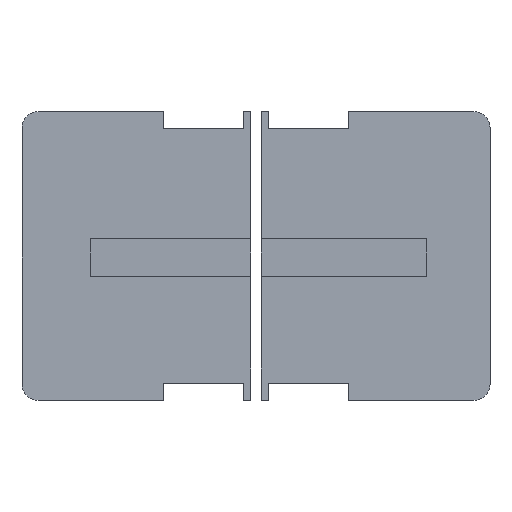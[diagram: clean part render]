
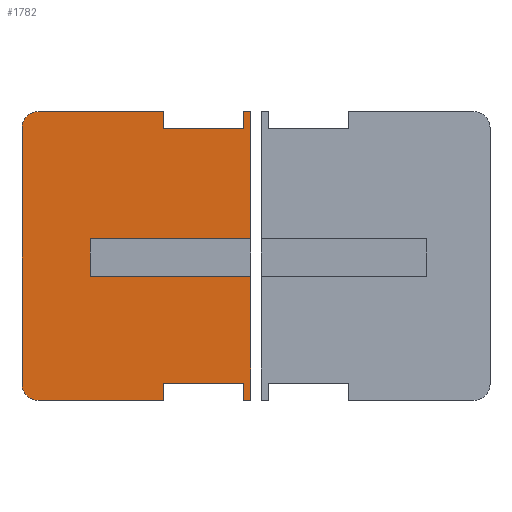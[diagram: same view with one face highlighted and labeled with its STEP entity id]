
A CAD part, top view. The second image highlights one B-rep face of the part: STEP entity #1782.
In plain terms, the highlighted planar face has unit normal (0, 0, 1).
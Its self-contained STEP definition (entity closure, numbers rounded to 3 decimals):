
#23=CIRCLE('',#1888,3.);
#24=CIRCLE('',#1889,3.);
#166=FACE_OUTER_BOUND('',#262,.T.);
#262=EDGE_LOOP('',(#1543,#1544,#1545,#1546,#1547,#1548,#1549,#1550,#1551,
#1552,#1553,#1554,#1555,#1556,#1557,#1558,#1559,#1560));
#456=LINE('',#3175,#668);
#458=LINE('',#3179,#670);
#461=LINE('',#3184,#673);
#462=LINE('',#3187,#674);
#463=LINE('',#3189,#675);
#464=LINE('',#3191,#676);
#465=LINE('',#3193,#677);
#466=LINE('',#3195,#678);
#467=LINE('',#3197,#679);
#468=LINE('',#3201,#680);
#469=LINE('',#3205,#681);
#470=LINE('',#3207,#682);
#471=LINE('',#3209,#683);
#472=LINE('',#3211,#684);
#473=LINE('',#3213,#685);
#474=LINE('',#3214,#686);
#668=VECTOR('',#2223,10.);
#670=VECTOR('',#2227,10.);
#673=VECTOR('',#2232,10.);
#674=VECTOR('',#2235,10.);
#675=VECTOR('',#2236,10.);
#676=VECTOR('',#2237,10.);
#677=VECTOR('',#2238,10.);
#678=VECTOR('',#2239,10.);
#679=VECTOR('',#2240,10.);
#680=VECTOR('',#2243,10.);
#681=VECTOR('',#2246,10.);
#682=VECTOR('',#2247,10.);
#683=VECTOR('',#2248,10.);
#684=VECTOR('',#2249,10.);
#685=VECTOR('',#2250,10.);
#686=VECTOR('',#2251,10.);
#851=VERTEX_POINT('',#3172);
#852=VERTEX_POINT('',#3174);
#853=VERTEX_POINT('',#3178);
#854=VERTEX_POINT('',#3182);
#855=VERTEX_POINT('',#3186);
#856=VERTEX_POINT('',#3188);
#857=VERTEX_POINT('',#3190);
#858=VERTEX_POINT('',#3192);
#859=VERTEX_POINT('',#3194);
#860=VERTEX_POINT('',#3196);
#861=VERTEX_POINT('',#3198);
#862=VERTEX_POINT('',#3200);
#863=VERTEX_POINT('',#3202);
#864=VERTEX_POINT('',#3204);
#865=VERTEX_POINT('',#3206);
#866=VERTEX_POINT('',#3208);
#867=VERTEX_POINT('',#3210);
#868=VERTEX_POINT('',#3212);
#1086=EDGE_CURVE('',#852,#851,#456,.T.);
#1088=EDGE_CURVE('',#853,#852,#458,.T.);
#1091=EDGE_CURVE('',#854,#853,#461,.T.);
#1092=EDGE_CURVE('',#851,#855,#462,.T.);
#1093=EDGE_CURVE('',#855,#856,#463,.T.);
#1094=EDGE_CURVE('',#856,#857,#464,.T.);
#1095=EDGE_CURVE('',#857,#858,#465,.T.);
#1096=EDGE_CURVE('',#858,#859,#466,.T.);
#1097=EDGE_CURVE('',#859,#860,#467,.T.);
#1098=EDGE_CURVE('',#860,#861,#23,.T.);
#1099=EDGE_CURVE('',#861,#862,#468,.T.);
#1100=EDGE_CURVE('',#862,#863,#24,.T.);
#1101=EDGE_CURVE('',#863,#864,#469,.T.);
#1102=EDGE_CURVE('',#864,#865,#470,.T.);
#1103=EDGE_CURVE('',#865,#866,#471,.T.);
#1104=EDGE_CURVE('',#866,#867,#472,.T.);
#1105=EDGE_CURVE('',#867,#868,#473,.T.);
#1106=EDGE_CURVE('',#868,#854,#474,.T.);
#1543=ORIENTED_EDGE('',*,*,#1091,.T.);
#1544=ORIENTED_EDGE('',*,*,#1088,.T.);
#1545=ORIENTED_EDGE('',*,*,#1086,.T.);
#1546=ORIENTED_EDGE('',*,*,#1092,.T.);
#1547=ORIENTED_EDGE('',*,*,#1093,.T.);
#1548=ORIENTED_EDGE('',*,*,#1094,.T.);
#1549=ORIENTED_EDGE('',*,*,#1095,.T.);
#1550=ORIENTED_EDGE('',*,*,#1096,.T.);
#1551=ORIENTED_EDGE('',*,*,#1097,.T.);
#1552=ORIENTED_EDGE('',*,*,#1098,.T.);
#1553=ORIENTED_EDGE('',*,*,#1099,.T.);
#1554=ORIENTED_EDGE('',*,*,#1100,.T.);
#1555=ORIENTED_EDGE('',*,*,#1101,.T.);
#1556=ORIENTED_EDGE('',*,*,#1102,.T.);
#1557=ORIENTED_EDGE('',*,*,#1103,.T.);
#1558=ORIENTED_EDGE('',*,*,#1104,.T.);
#1559=ORIENTED_EDGE('',*,*,#1105,.T.);
#1560=ORIENTED_EDGE('',*,*,#1106,.T.);
#1688=PLANE('',#1887);
#1782=ADVANCED_FACE('',(#166),#1688,.T.);
#1887=AXIS2_PLACEMENT_3D('',#3185,#2233,#2234);
#1888=AXIS2_PLACEMENT_3D('',#3199,#2241,#2242);
#1889=AXIS2_PLACEMENT_3D('',#3203,#2244,#2245);
#2223=DIRECTION('',(1.,0.,0.));
#2227=DIRECTION('',(0.,1.,0.));
#2232=DIRECTION('',(-1.,0.,0.));
#2233=DIRECTION('center_axis',(0.,0.,1.));
#2234=DIRECTION('ref_axis',(1.,0.,0.));
#2235=DIRECTION('',(0.,1.,0.));
#2236=DIRECTION('',(-1.,0.,0.));
#2237=DIRECTION('',(0.,-1.,0.));
#2238=DIRECTION('',(-1.,0.,0.));
#2239=DIRECTION('',(0.,1.,0.));
#2240=DIRECTION('',(-1.,0.,0.));
#2241=DIRECTION('center_axis',(0.,0.,1.));
#2242=DIRECTION('ref_axis',(0.,1.,0.));
#2243=DIRECTION('',(0.,-1.,0.));
#2244=DIRECTION('center_axis',(0.,0.,1.));
#2245=DIRECTION('ref_axis',(-1.,0.,0.));
#2246=DIRECTION('',(1.,0.,0.));
#2247=DIRECTION('',(0.,1.,0.));
#2248=DIRECTION('',(1.,0.,0.));
#2249=DIRECTION('',(0.,-1.,0.));
#2250=DIRECTION('',(1.,0.,0.));
#2251=DIRECTION('',(0.,1.,0.));
#3172=CARTESIAN_POINT('',(42.8,30.212,0.6));
#3174=CARTESIAN_POINT('',(12.785,30.212,0.6));
#3175=CARTESIAN_POINT('',(48.592,30.212,0.6));
#3178=CARTESIAN_POINT('',(12.785,23.203,0.6));
#3179=CARTESIAN_POINT('',(12.785,28.606,0.6));
#3182=CARTESIAN_POINT('',(42.8,23.203,0.6));
#3184=CARTESIAN_POINT('',(17.092,23.203,0.6));
#3185=CARTESIAN_POINT('Origin',(21.4,27.,0.6));
#3186=CARTESIAN_POINT('',(42.8,54.,0.6));
#3187=CARTESIAN_POINT('',(42.8,54.,0.6));
#3188=CARTESIAN_POINT('',(41.4,54.,0.6));
#3189=CARTESIAN_POINT('',(82.6,54.,0.6));
#3190=CARTESIAN_POINT('',(41.4,50.8,0.6));
#3191=CARTESIAN_POINT('',(41.4,50.8,0.6));
#3192=CARTESIAN_POINT('',(26.4,50.8,0.6));
#3193=CARTESIAN_POINT('',(26.4,50.8,0.6));
#3194=CARTESIAN_POINT('',(26.4,54.,0.6));
#3195=CARTESIAN_POINT('',(26.4,54.,0.6));
#3196=CARTESIAN_POINT('',(3.,54.,0.6));
#3197=CARTESIAN_POINT('',(82.6,54.,0.6));
#3198=CARTESIAN_POINT('',(0.,51.,0.6));
#3199=CARTESIAN_POINT('Origin',(3.,51.,0.6));
#3200=CARTESIAN_POINT('',(0.,3.,0.6));
#3201=CARTESIAN_POINT('',(0.,51.,0.6));
#3202=CARTESIAN_POINT('',(3.,0.,0.6));
#3203=CARTESIAN_POINT('Origin',(3.,3.,0.6));
#3204=CARTESIAN_POINT('',(26.4,0.,0.6));
#3205=CARTESIAN_POINT('',(3.,0.,0.6));
#3206=CARTESIAN_POINT('',(26.4,3.2,0.6));
#3207=CARTESIAN_POINT('',(26.4,0.,0.6));
#3208=CARTESIAN_POINT('',(41.4,3.2,0.6));
#3209=CARTESIAN_POINT('',(26.4,3.2,0.6));
#3210=CARTESIAN_POINT('',(41.4,0.,0.6));
#3211=CARTESIAN_POINT('',(41.4,3.2,0.6));
#3212=CARTESIAN_POINT('',(42.8,0.,0.6));
#3213=CARTESIAN_POINT('',(3.,0.,0.6));
#3214=CARTESIAN_POINT('',(42.8,54.,0.6));
